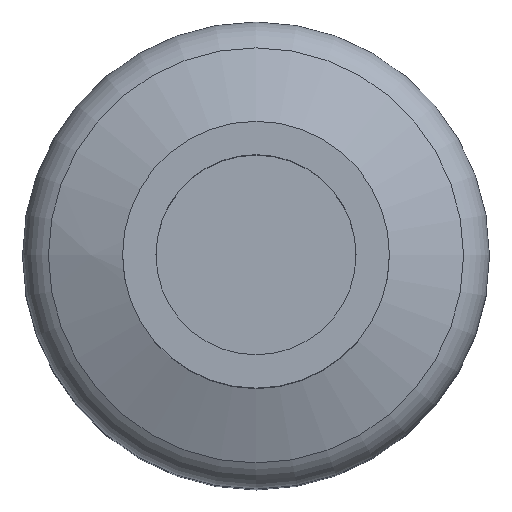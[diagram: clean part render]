
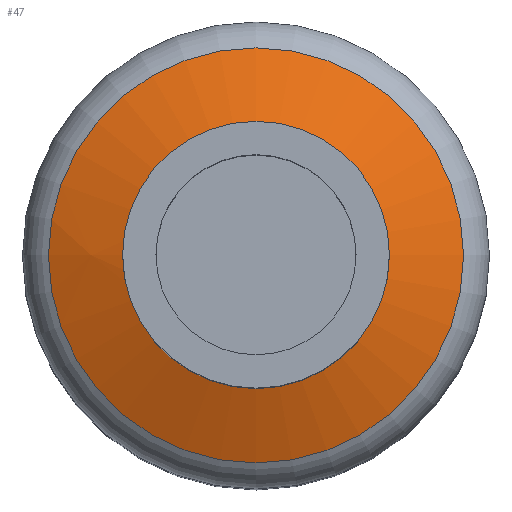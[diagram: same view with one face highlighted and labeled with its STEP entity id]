
A CAD part, top view. The second image highlights one B-rep face of the part: STEP entity #47.
In plain terms, the highlighted spherical face has radius 35 mm.
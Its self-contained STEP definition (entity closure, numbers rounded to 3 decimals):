
#47 = ADVANCED_FACE( '', ( #98, #99 ), #100, .T. );
#98 = FACE_OUTER_BOUND( '', #155, .T. );
#99 = FACE_OUTER_BOUND( '', #156, .T. );
#100 = SPHERICAL_SURFACE( '', #157, 35. );
#155 = EDGE_LOOP( '', ( #216 ) );
#156 = EDGE_LOOP( '', ( #217 ) );
#157 = AXIS2_PLACEMENT_3D( '', #218, #219, #220 );
#216 = ORIENTED_EDGE( '', *, *, #276, .T. );
#217 = ORIENTED_EDGE( '', *, *, #277, .T. );
#218 = CARTESIAN_POINT( '', ( 0., 0., -20.928 ) );
#219 = DIRECTION( '', ( 0., 0., 1. ) );
#220 = DIRECTION( '', ( -1., 0., 0. ) );
#276 = EDGE_CURVE( '', #308, #308, #309, .F. );
#277 = EDGE_CURVE( '', #310, #310, #311, .T. );
#308 = VERTEX_POINT( '', #345 );
#309 = CIRCLE( '', #346, 15.556 );
#310 = VERTEX_POINT( '', #347 );
#311 = CIRCLE( '', #348, 9. );
#345 = CARTESIAN_POINT( '', ( -15.556, 0., 10.425 ) );
#346 = AXIS2_PLACEMENT_3D( '', #383, #384, #385 );
#347 = CARTESIAN_POINT( '', ( -9., 0., 12.895 ) );
#348 = AXIS2_PLACEMENT_3D( '', #386, #387, #388 );
#383 = CARTESIAN_POINT( '', ( 0., 0., 10.425 ) );
#384 = DIRECTION( '', ( 0., 0., -1. ) );
#385 = DIRECTION( '', ( -1., 0., 0. ) );
#386 = CARTESIAN_POINT( '', ( 0., 0., 12.895 ) );
#387 = DIRECTION( '', ( 0., 0., -1. ) );
#388 = DIRECTION( '', ( -1., 0., 0. ) );
